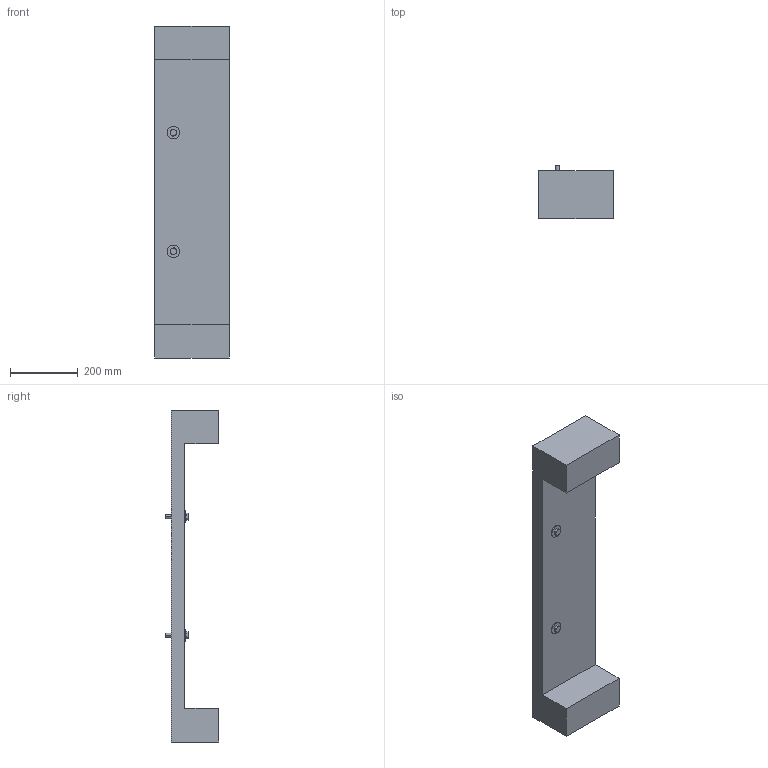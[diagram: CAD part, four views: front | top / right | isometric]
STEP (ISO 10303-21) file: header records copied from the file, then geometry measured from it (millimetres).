
FILE_DESCRIPTION(('STEP AP214'),'1');
FILE_NAME('cctmp_50EE14B6-7E2A-4FC0-B732-620D77FF6224_2024_11_20_13_33_36_0059..stp','2024-11-20T12:33:36',('SIEMENS A&D'),('CADClick - www.CADClick.com'),'Spatial InterOp 3D',' ','unknown authorization');
FILE_SCHEMA(('AUTOMOTIVE_DESIGN'));
Length unit declared in the file: millimetre
Products named in the file (1): 2024_11_20_13_33_36_0036
Bounding box: 220 x 157 x 980 mm (x, y, z)
Volume: 13027573.4 mm3; surface area: 666017.3 mm2
Topology: 1 solids, 1 shells, 78 faces, 182 edges, 114 vertices
Faces by surface type: plane 30, cylinder 28, cone 16, torus 4
Entity records: 2900 total; most frequent: CARTESIAN_POINT 471, DIRECTION 394, ORIENTED_EDGE 364, EDGE_CURVE 182, AXIS2_PLACEMENT_3D 157, VERTEX_POINT 114, EDGE_LOOP 86, LINE 80
